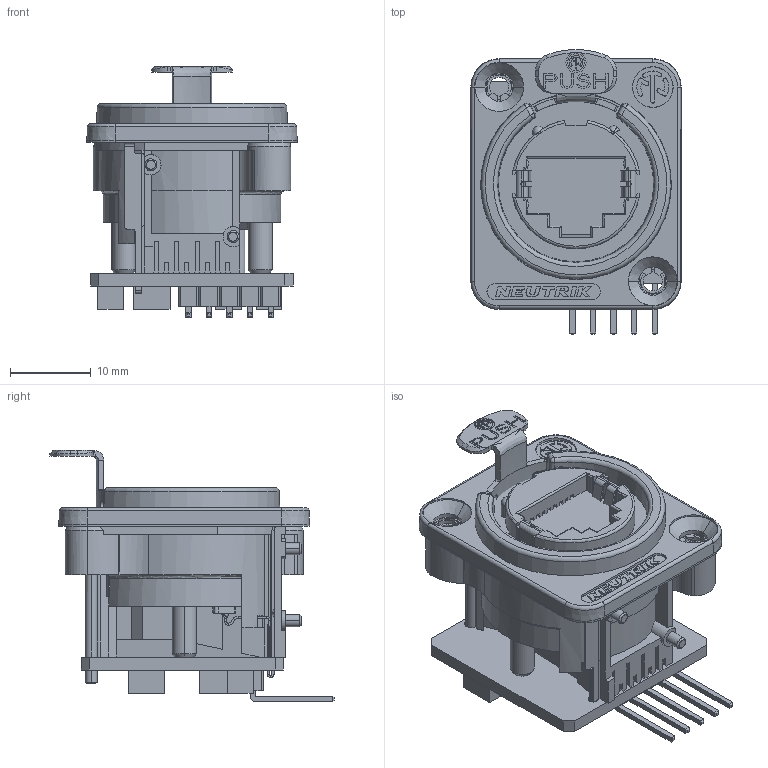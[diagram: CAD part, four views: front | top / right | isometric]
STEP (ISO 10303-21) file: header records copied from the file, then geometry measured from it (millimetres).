
FILE_DESCRIPTION((''),'2;1');
FILE_NAME('NE8FDH-M-MB','2022-06-09T11:30:42',('phk'),(''),'CREO PARAMETRIC BY PTC INC, 2021184','CREO PARAMETRIC BY PTC INC, 2021184','');
FILE_SCHEMA(('CONFIG_CONTROL_DESIGN'));
Products named in the file (1): NE8FDH-M-MB
Bounding box: 26 x 35.13 x 31.05 mm (x, y, z)
Volume: 9569.2 mm3; surface area: 9918.2 mm2
Topology: 13 solids, 13 shells, 2017 faces, 5312 edges, 3369 vertices
Faces by surface type: plane 1294, cylinder 396, bspline 199, cone 82, torus 31, sphere 15
Entity records: 67210 total; most frequent: CARTESIAN_POINT 18327, ORIENTED_EDGE 10606, DIRECTION 9417, EDGE_CURVE 5303, VECTOR 3715, LINE 3715, VERTEX_POINT 3369, AXIS2_PLACEMENT_3D 2851
